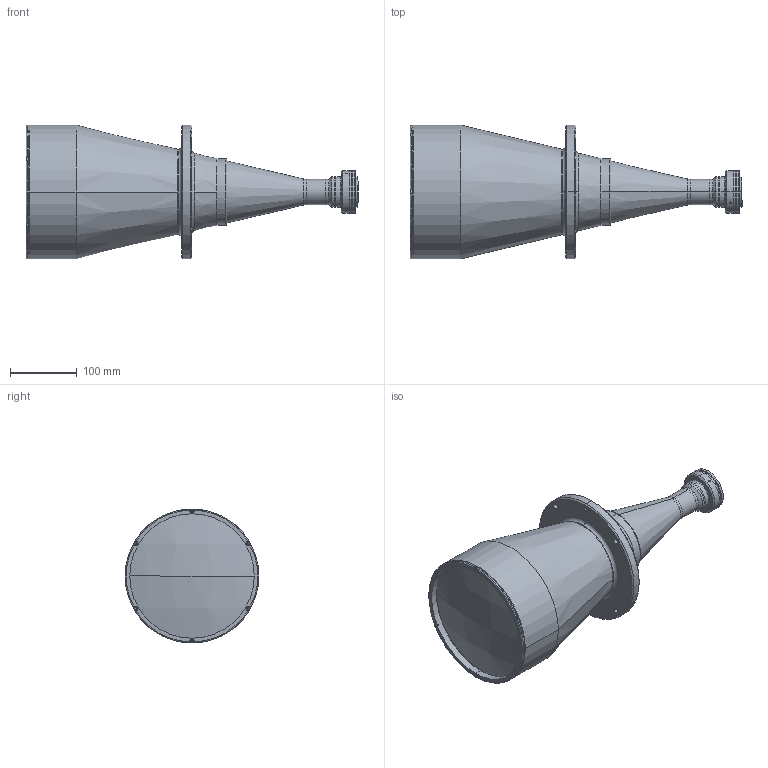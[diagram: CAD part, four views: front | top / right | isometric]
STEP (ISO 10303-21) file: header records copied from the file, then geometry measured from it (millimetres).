
FILE_DESCRIPTION (( 'STEP AP203' ), '1' );
FILE_NAME ('DP32126-A_TC4MHRP144-F.step', '2022-06-13T10:14:09', ( '' ), ( '' ), 'SwSTEP 2.0', 'SolidWorks 2021', '' );
FILE_SCHEMA (( 'CONFIG_CONTROL_DESIGN' ));
Length unit declared in the file: millimetre
Products named in the file (1): DP32126-A_TC4MHRP144-F
Bounding box: 495.85 x 200 x 200 mm (x, y, z)
Surface area: 289993.4 mm2 (no closed solid volume)
Topology: 0 solids, 31 shells, 235 faces, 706 edges, 490 vertices
Faces by surface type: cylinder 102, plane 71, torus 30, cone 28, sphere 4
Entity records: 8473 total; most frequent: CARTESIAN_POINT 1860, DIRECTION 1505, ORIENTED_EDGE 1147, EDGE_CURVE 706, AXIS2_PLACEMENT_3D 601, VERTEX_POINT 490, CIRCLE 365, LINE 303
